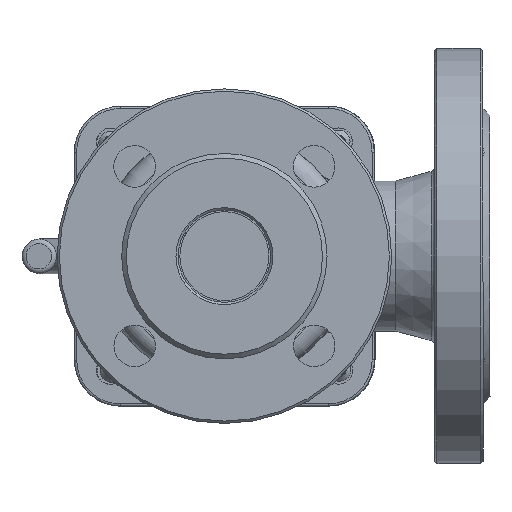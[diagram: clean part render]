
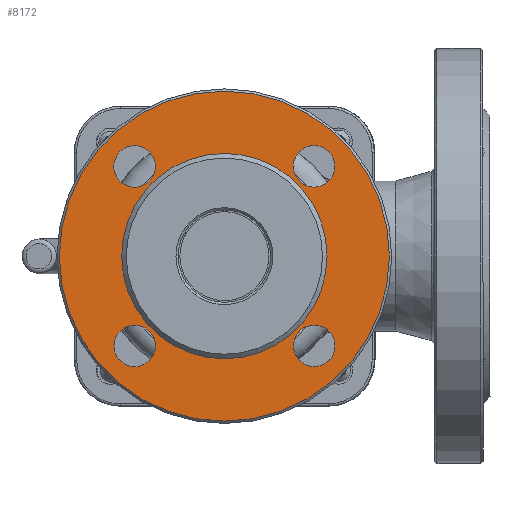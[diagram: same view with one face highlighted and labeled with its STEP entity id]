
A CAD part, front view. The second image highlights one B-rep face of the part: STEP entity #8172.
In plain terms, the highlighted planar face has unit normal (0, -1, 0).
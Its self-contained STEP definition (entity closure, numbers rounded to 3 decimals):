
#1666=FACE_BOUND('',#2491,.T.);
#1667=FACE_BOUND('',#2492,.T.);
#1668=FACE_BOUND('',#2493,.T.);
#1669=FACE_BOUND('',#2494,.T.);
#1670=FACE_BOUND('',#2495,.T.);
#1752=PLANE('',#8905);
#1991=FACE_OUTER_BOUND('',#2490,.T.);
#2490=EDGE_LOOP('',(#5458));
#2491=EDGE_LOOP('',(#5459));
#2492=EDGE_LOOP('',(#5460));
#2493=EDGE_LOOP('',(#5461));
#2494=EDGE_LOOP('',(#5462));
#2495=EDGE_LOOP('',(#5463));
#3078=CIRCLE('',#8904,71.5);
#3079=CIRCLE('',#8906,9.);
#3080=CIRCLE('',#8907,9.);
#3081=CIRCLE('',#8908,9.);
#3082=CIRCLE('',#8909,9.);
#3083=CIRCLE('',#8910,44.5);
#3490=VERTEX_POINT('',#12164);
#3491=VERTEX_POINT('',#12168);
#3492=VERTEX_POINT('',#12170);
#3493=VERTEX_POINT('',#12172);
#3494=VERTEX_POINT('',#12174);
#3495=VERTEX_POINT('',#12176);
#4259=EDGE_CURVE('',#3490,#3490,#3078,.T.);
#4260=EDGE_CURVE('',#3491,#3491,#3079,.T.);
#4261=EDGE_CURVE('',#3492,#3492,#3080,.T.);
#4262=EDGE_CURVE('',#3493,#3493,#3081,.T.);
#4263=EDGE_CURVE('',#3494,#3494,#3082,.T.);
#4264=EDGE_CURVE('',#3495,#3495,#3083,.T.);
#5458=ORIENTED_EDGE('',*,*,#4259,.F.);
#5459=ORIENTED_EDGE('',*,*,#4260,.F.);
#5460=ORIENTED_EDGE('',*,*,#4261,.F.);
#5461=ORIENTED_EDGE('',*,*,#4262,.F.);
#5462=ORIENTED_EDGE('',*,*,#4263,.F.);
#5463=ORIENTED_EDGE('',*,*,#4264,.F.);
#8172=ADVANCED_FACE('',(#1991,#1666,#1667,#1668,#1669,#1670),#1752,.F.);
#8904=AXIS2_PLACEMENT_3D('',#12166,#9835,#9836);
#8905=AXIS2_PLACEMENT_3D('',#12167,#9837,#9838);
#8906=AXIS2_PLACEMENT_3D('',#12169,#9839,#9840);
#8907=AXIS2_PLACEMENT_3D('',#12171,#9841,#9842);
#8908=AXIS2_PLACEMENT_3D('',#12173,#9843,#9844);
#8909=AXIS2_PLACEMENT_3D('',#12175,#9845,#9846);
#8910=AXIS2_PLACEMENT_3D('',#12177,#9847,#9848);
#9835=DIRECTION('center_axis',(0.,1.,0.));
#9836=DIRECTION('ref_axis',(1.,0.,0.));
#9837=DIRECTION('center_axis',(0.,1.,0.));
#9838=DIRECTION('ref_axis',(0.,0.,1.));
#9839=DIRECTION('center_axis',(0.,-1.,0.));
#9840=DIRECTION('ref_axis',(-1.,0.,0.));
#9841=DIRECTION('center_axis',(0.,-1.,0.));
#9842=DIRECTION('ref_axis',(-1.,0.,0.));
#9843=DIRECTION('center_axis',(0.,-1.,0.));
#9844=DIRECTION('ref_axis',(-1.,0.,0.));
#9845=DIRECTION('center_axis',(0.,-1.,0.));
#9846=DIRECTION('ref_axis',(-1.,0.,0.));
#9847=DIRECTION('center_axis',(0.,-1.,0.));
#9848=DIRECTION('ref_axis',(1.,0.,0.));
#12164=CARTESIAN_POINT('',(-71.5,27.,0.));
#12166=CARTESIAN_POINT('Origin',(0.,27.,0.));
#12167=CARTESIAN_POINT('Origin',(0.,27.,0.));
#12168=CARTESIAN_POINT('',(47.891,27.,38.891));
#12169=CARTESIAN_POINT('Origin',(38.891,27.,38.891));
#12170=CARTESIAN_POINT('',(47.891,27.,-38.891));
#12171=CARTESIAN_POINT('Origin',(38.891,27.,-38.891));
#12172=CARTESIAN_POINT('',(-29.891,27.,-38.891));
#12173=CARTESIAN_POINT('Origin',(-38.891,27.,-38.891));
#12174=CARTESIAN_POINT('',(-29.891,27.,38.891));
#12175=CARTESIAN_POINT('Origin',(-38.891,27.,38.891));
#12176=CARTESIAN_POINT('',(-44.5,27.,0.));
#12177=CARTESIAN_POINT('Origin',(0.,27.,0.));
